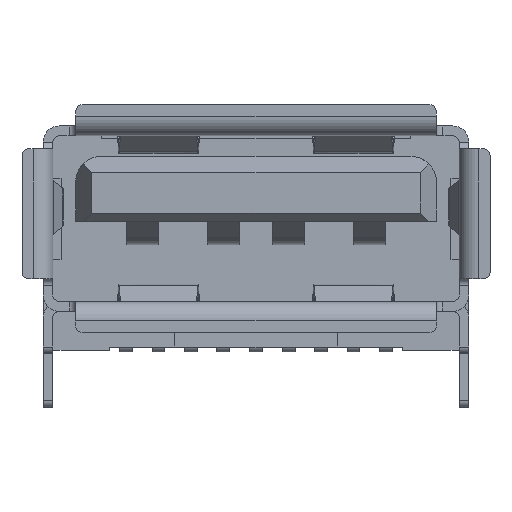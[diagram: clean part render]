
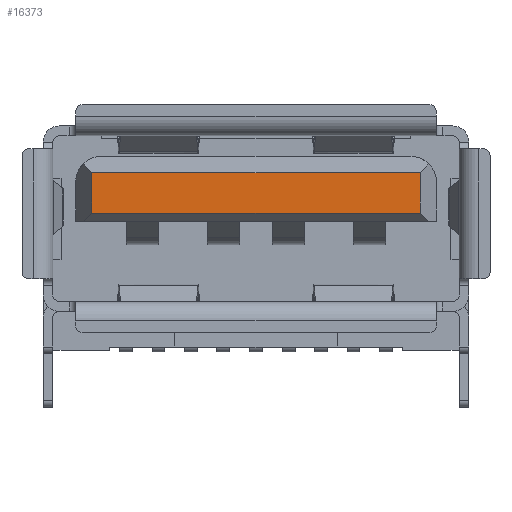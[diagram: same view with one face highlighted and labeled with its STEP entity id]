
A CAD part, front view. The second image highlights one B-rep face of the part: STEP entity #16373.
In plain terms, the highlighted planar face has unit normal (0, -1, 0).
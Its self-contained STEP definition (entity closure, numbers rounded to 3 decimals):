
#299 = VERTEX_POINT ( 'NONE', #8519 ) ;
#438 = VECTOR ( 'NONE', #1539, 1000. ) ;
#586 = EDGE_CURVE ( 'NONE', #299, #8998, #2030, .T. ) ;
#1012 = CARTESIAN_POINT ( 'NONE',  ( -5.05, -12.399, 4.05 ) ) ;
#1053 = EDGE_LOOP ( 'NONE', ( #6437, #11779, #15945, #4680 ) ) ;
#1539 = DIRECTION ( 'NONE',  ( 1., 0., 0. ) ) ;
#2030 = LINE ( 'NONE', #4868, #11349 ) ;
#2794 = CARTESIAN_POINT ( 'NONE',  ( 5.05, -12.399, 5.467 ) ) ;
#3301 = DIRECTION ( 'NONE',  ( 0., 0., -1. ) ) ;
#3933 = EDGE_CURVE ( 'NONE', #5912, #16798, #7983, .T. ) ;
#4680 = ORIENTED_EDGE ( 'NONE', *, *, #586, .F. ) ;
#4868 = CARTESIAN_POINT ( 'NONE',  ( 0., -12.399, 4.217 ) ) ;
#5912 = VERTEX_POINT ( 'NONE', #16179 ) ;
#6406 = EDGE_CURVE ( 'NONE', #8998, #5912, #10432, .T. ) ;
#6437 = ORIENTED_EDGE ( 'NONE', *, *, #14047, .F. ) ;
#6530 = CARTESIAN_POINT ( 'NONE',  ( 0., -12.399, 5.467 ) ) ;
#7693 = CARTESIAN_POINT ( 'NONE',  ( -5.05, -12.399, 4.217 ) ) ;
#7983 = LINE ( 'NONE', #6530, #438 ) ;
#8058 = LINE ( 'NONE', #10376, #17002 ) ;
#8519 = CARTESIAN_POINT ( 'NONE',  ( 5.05, -12.399, 4.217 ) ) ;
#8886 = CARTESIAN_POINT ( 'NONE',  ( 0., -12.399, 4.05 ) ) ;
#8998 = VERTEX_POINT ( 'NONE', #7693 ) ;
#10071 = VECTOR ( 'NONE', #14142, 1000. ) ;
#10376 = CARTESIAN_POINT ( 'NONE',  ( 5.05, -12.399, 4.05 ) ) ;
#10432 = LINE ( 'NONE', #1012, #10071 ) ;
#11349 = VECTOR ( 'NONE', #16704, 1000. ) ;
#11779 = ORIENTED_EDGE ( 'NONE', *, *, #3933, .F. ) ;
#11912 = DIRECTION ( 'NONE',  ( 0., 0., -1. ) ) ;
#14047 = EDGE_CURVE ( 'NONE', #16798, #299, #8058, .T. ) ;
#14062 = AXIS2_PLACEMENT_3D ( 'NONE', #8886, #14112, #3301 ) ;
#14112 = DIRECTION ( 'NONE',  ( 0., -1., 0. ) ) ;
#14142 = DIRECTION ( 'NONE',  ( 0., 0., 1. ) ) ;
#15246 = FACE_OUTER_BOUND ( 'NONE', #1053, .T. ) ;
#15945 = ORIENTED_EDGE ( 'NONE', *, *, #6406, .F. ) ;
#16179 = CARTESIAN_POINT ( 'NONE',  ( -5.05, -12.399, 5.467 ) ) ;
#16373 = ADVANCED_FACE ( 'NONE', ( #15246 ), #16607, .T. ) ;
#16607 = PLANE ( 'NONE',  #14062 ) ;
#16704 = DIRECTION ( 'NONE',  ( -1., 0., 0. ) ) ;
#16798 = VERTEX_POINT ( 'NONE', #2794 ) ;
#17002 = VECTOR ( 'NONE', #11912, 1000. ) ;
